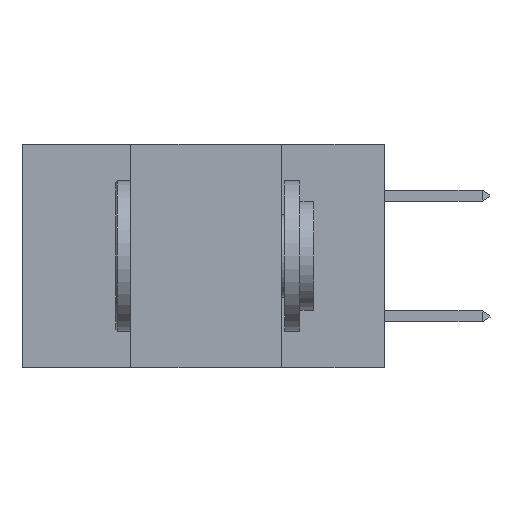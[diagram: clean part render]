
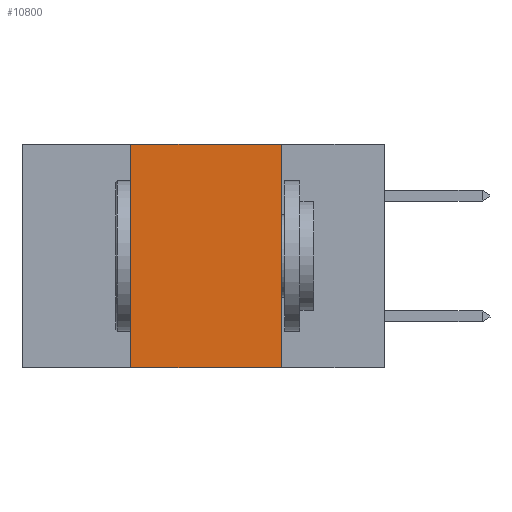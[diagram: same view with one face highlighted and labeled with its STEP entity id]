
A CAD part, left-side view. The second image highlights one B-rep face of the part: STEP entity #10800.
In plain terms, the highlighted planar face has unit normal (-1, 0, 0).
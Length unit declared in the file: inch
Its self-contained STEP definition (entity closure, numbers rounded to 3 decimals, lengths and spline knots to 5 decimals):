
#375 = AXIS2_PLACEMENT_3D ( 'NONE', #8701, #20060, #10397 ) ;
#1185 = EDGE_CURVE ( 'NONE', #2154, #15543, #21152, .T. ) ;
#1330 = CARTESIAN_POINT ( 'NONE',  ( 0., 0.17, 0. ) ) ;
#1373 = VERTEX_POINT ( 'NONE', #19643 ) ;
#1454 = CARTESIAN_POINT ( 'NONE',  ( 0., 0.42, 0. ) ) ;
#1556 = LINE ( 'NONE', #1454, #14529 ) ;
#2154 = VERTEX_POINT ( 'NONE', #1330 ) ;
#3180 = VECTOR ( 'NONE', #7150, 39.37008 ) ;
#3499 = CARTESIAN_POINT ( 'NONE',  ( 0., 0.6, -0.37 ) ) ;
#4051 = CARTESIAN_POINT ( 'NONE',  ( 0., 0.42, -0.37 ) ) ;
#4999 = ORIENTED_EDGE ( 'NONE', *, *, #19357, .T. ) ;
#5274 = VERTEX_POINT ( 'NONE', #4051 ) ;
#5308 = DIRECTION ( 'NONE',  ( 0., -1., 0. ) ) ;
#5330 = EDGE_LOOP ( 'NONE', ( #13546, #18591, #11887, #4999 ) ) ;
#6793 = DIRECTION ( 'NONE',  ( 0., 0., 1. ) ) ;
#7150 = DIRECTION ( 'NONE',  ( 0., -1., 0. ) ) ;
#7981 = DIRECTION ( 'NONE',  ( 0., 0., -1. ) ) ;
#8701 = CARTESIAN_POINT ( 'NONE',  ( 0., 0.6, 0. ) ) ;
#8795 = CARTESIAN_POINT ( 'NONE',  ( 0., 0.17, 0. ) ) ;
#10397 = DIRECTION ( 'NONE',  ( 0., 0., -1. ) ) ;
#10497 = VECTOR ( 'NONE', #5308, 39.37008 ) ;
#10690 = EDGE_CURVE ( 'NONE', #5274, #1373, #1556, .T. ) ;
#10800 = ADVANCED_FACE ( 'NONE', ( #15798 ), #16872, .F. ) ;
#11887 = ORIENTED_EDGE ( 'NONE', *, *, #10690, .F. ) ;
#13546 = ORIENTED_EDGE ( 'NONE', *, *, #1185, .F. ) ;
#14529 = VECTOR ( 'NONE', #6793, 39.37008 ) ;
#15543 = VERTEX_POINT ( 'NONE', #16475 ) ;
#15798 = FACE_OUTER_BOUND ( 'NONE', #5330, .T. ) ;
#16030 = EDGE_CURVE ( 'NONE', #1373, #2154, #16495, .T. ) ;
#16475 = CARTESIAN_POINT ( 'NONE',  ( 0., 0.17, -0.37 ) ) ;
#16495 = LINE ( 'NONE', #20083, #3180 ) ;
#16872 = PLANE ( 'NONE',  #375 ) ;
#16960 = VECTOR ( 'NONE', #7981, 39.37008 ) ;
#18591 = ORIENTED_EDGE ( 'NONE', *, *, #16030, .F. ) ;
#19110 = LINE ( 'NONE', #3499, #10497 ) ;
#19357 = EDGE_CURVE ( 'NONE', #5274, #15543, #19110, .T. ) ;
#19643 = CARTESIAN_POINT ( 'NONE',  ( 0., 0.42, 0. ) ) ;
#20060 = DIRECTION ( 'NONE',  ( 1., 0., 0. ) ) ;
#20083 = CARTESIAN_POINT ( 'NONE',  ( 0., 0.6, 0. ) ) ;
#21152 = LINE ( 'NONE', #8795, #16960 ) ;
